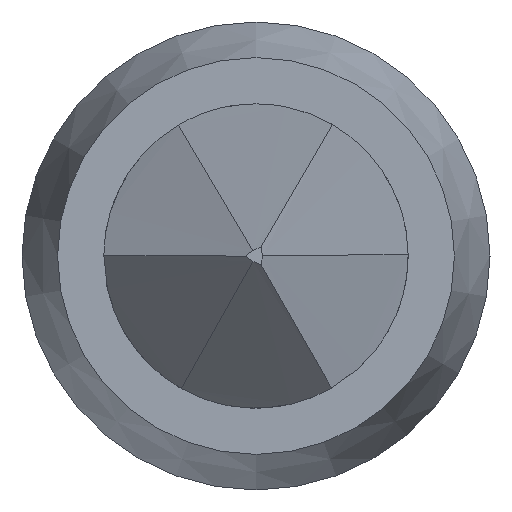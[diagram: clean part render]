
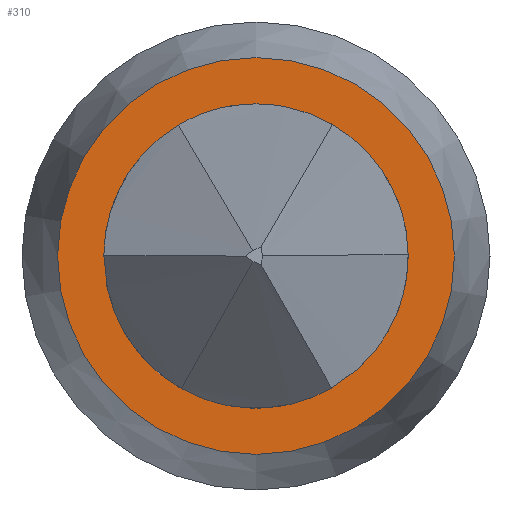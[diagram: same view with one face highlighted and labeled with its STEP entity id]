
A CAD part, left-side view. The second image highlights one B-rep face of the part: STEP entity #310.
In plain terms, the highlighted planar face has unit normal (-1, 0, 0).
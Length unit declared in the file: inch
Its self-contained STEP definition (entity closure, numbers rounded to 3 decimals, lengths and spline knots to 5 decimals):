
#8 = DIRECTION ( 'NONE',  ( 0., 0., 1. ) ) ;
#126 = CARTESIAN_POINT ( 'NONE',  ( 0., 0.0103, 0. ) ) ;
#310 = ADVANCED_FACE ( 'NONE', ( #1289 ), #1434, .F. ) ;
#491 = CIRCLE ( 'NONE', #1076, 0.0103 ) ;
#595 = EDGE_LOOP ( 'NONE', ( #959 ) ) ;
#613 = EDGE_CURVE ( 'NONE', #1373, #1373, #491, .T. ) ;
#707 = DIRECTION ( 'NONE',  ( -1., 0., 0. ) ) ;
#907 = CARTESIAN_POINT ( 'NONE',  ( 0., 0., 0.0103 ) ) ;
#959 = ORIENTED_EDGE ( 'NONE', *, *, #613, .T. ) ;
#981 = CARTESIAN_POINT ( 'NONE',  ( 0., 0., 0. ) ) ;
#1057 = DIRECTION ( 'NONE',  ( 1., 0., 0. ) ) ;
#1076 = AXIS2_PLACEMENT_3D ( 'NONE', #981, #707, #8 ) ;
#1289 = FACE_OUTER_BOUND ( 'NONE', #595, .T. ) ;
#1373 = VERTEX_POINT ( 'NONE', #907 ) ;
#1411 = AXIS2_PLACEMENT_3D ( 'NONE', #126, #1057, #1417 ) ;
#1417 = DIRECTION ( 'NONE',  ( 0., 0., -1. ) ) ;
#1434 = PLANE ( 'NONE',  #1411 ) ;
